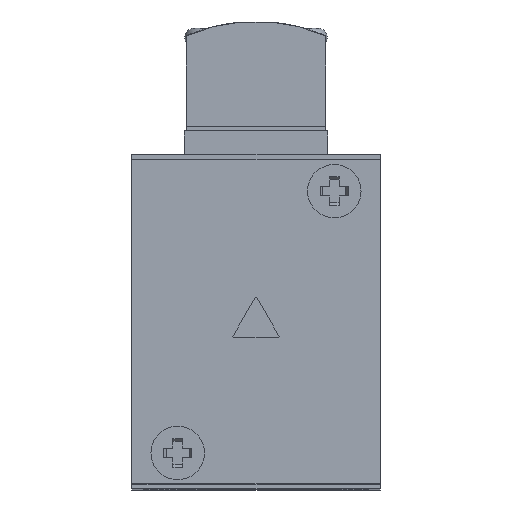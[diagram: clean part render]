
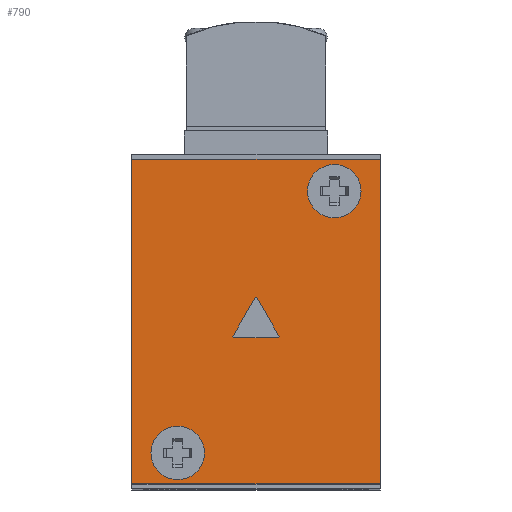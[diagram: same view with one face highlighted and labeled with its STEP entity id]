
A CAD part, top view. The second image highlights one B-rep face of the part: STEP entity #790.
In plain terms, the highlighted planar face has unit normal (0, 0, 1).
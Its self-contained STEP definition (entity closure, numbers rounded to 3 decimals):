
#790 = ADVANCED_FACE ( 'NONE', ( #17098, #17099, #17101, #17103 ), #26085, .F. ) ;
#3816 = DIRECTION ( 'NONE',  ( 1., 0., 0. ) ) ;
#3817 = DIRECTION ( 'NONE',  ( 0., 0., 1. ) ) ;
#3818 = CARTESIAN_POINT ( 'NONE',  ( 2.327, -1.573, 0. ) ) ;
#3843 = DIRECTION ( 'NONE',  ( 1., 0., 0. ) ) ;
#3844 = DIRECTION ( 'NONE',  ( 0., 0., 1. ) ) ;
#3845 = CARTESIAN_POINT ( 'NONE',  ( 8.2, 13.65, 0. ) ) ;
#3850 = DIRECTION ( 'NONE',  ( 1., 0., 0. ) ) ;
#3851 = DIRECTION ( 'NONE',  ( 0., 0., 1. ) ) ;
#3852 = CARTESIAN_POINT ( 'NONE',  ( -8.2, -13.75, 0. ) ) ;
#5240 = DIRECTION ( 'NONE',  ( 1., 0., 0. ) ) ;
#5241 = CARTESIAN_POINT ( 'NONE',  ( -2.327, -1.673, 0. ) ) ;
#5242 = DIRECTION ( 'NONE',  ( 1., 0., 0. ) ) ;
#5243 = DIRECTION ( 'NONE',  ( 0., 0., 1. ) ) ;
#5244 = CARTESIAN_POINT ( 'NONE',  ( -2.327, -1.573, 0. ) ) ;
#5245 = DIRECTION ( 'NONE',  ( -0.5, -0.866, 0. ) ) ;
#5246 = CARTESIAN_POINT ( 'NONE',  ( -2.413, -1.523, 0. ) ) ;
#5247 = DIRECTION ( 'NONE',  ( 1., 0., 0. ) ) ;
#5248 = DIRECTION ( 'NONE',  ( 0., 0., 1. ) ) ;
#5249 = CARTESIAN_POINT ( 'NONE',  ( 0., 2.458, 0. ) ) ;
#5250 = DIRECTION ( 'NONE',  ( -0.5, 0.866, 0. ) ) ;
#5251 = CARTESIAN_POINT ( 'NONE',  ( 2.413, -1.523, 0. ) ) ;
#5252 = DIRECTION ( 'NONE',  ( 1., 0., 0. ) ) ;
#5253 = DIRECTION ( 'NONE',  ( 0., 0., 1. ) ) ;
#5254 = CARTESIAN_POINT ( 'NONE',  ( 2.327, -1.573, 0. ) ) ;
#5255 = DIRECTION ( 'NONE',  ( 1., 0., 0. ) ) ;
#5256 = DIRECTION ( 'NONE',  ( 0., 0., 1. ) ) ;
#5257 = CARTESIAN_POINT ( 'NONE',  ( 8.2, 13.65, 0. ) ) ;
#5258 = DIRECTION ( 'NONE',  ( 1., 0., 0. ) ) ;
#5259 = DIRECTION ( 'NONE',  ( 0., 0., 1. ) ) ;
#5260 = CARTESIAN_POINT ( 'NONE',  ( -8.2, -13.75, 0. ) ) ;
#5261 = DIRECTION ( 'NONE',  ( -1., 0., 0. ) ) ;
#5262 = CARTESIAN_POINT ( 'NONE',  ( -13., 17., 0. ) ) ;
#5263 = DIRECTION ( 'NONE',  ( 0., -1., 0. ) ) ;
#5264 = CARTESIAN_POINT ( 'NONE',  ( -13., 17., 0. ) ) ;
#5265 = DIRECTION ( 'NONE',  ( 1., 0., 0. ) ) ;
#5266 = CARTESIAN_POINT ( 'NONE',  ( -13., -17., 0. ) ) ;
#5267 = DIRECTION ( 'NONE',  ( 0., 1., 0. ) ) ;
#5268 = CARTESIAN_POINT ( 'NONE',  ( 13., 17., 0. ) ) ;
#6136 = LINE ( 'NONE', #5268, #6137 ) ;
#6137 = VECTOR ( 'NONE', #5267, 1000. ) ;
#6138 = LINE ( 'NONE', #5266, #6139 ) ;
#6139 = VECTOR ( 'NONE', #5265, 1000. ) ;
#6140 = LINE ( 'NONE', #5264, #6141 ) ;
#6141 = VECTOR ( 'NONE', #5263, 1000. ) ;
#6142 = LINE ( 'NONE', #5262, #6143 ) ;
#6143 = VECTOR ( 'NONE', #5261, 1000. ) ;
#6144 = CIRCLE ( 'NONE', #16371, 2.8 ) ;
#6145 = CIRCLE ( 'NONE', #16373, 2.8 ) ;
#6146 = LINE ( 'NONE', #5251, #6148 ) ;
#6147 = CIRCLE ( 'NONE', #16375, 0.1 ) ;
#6148 = VECTOR ( 'NONE', #5250, 1000. ) ;
#6149 = LINE ( 'NONE', #5246, #6151 ) ;
#6150 = CIRCLE ( 'NONE', #16377, 0.1 ) ;
#6151 = VECTOR ( 'NONE', #5245, 1000. ) ;
#6152 = LINE ( 'NONE', #5241, #6154 ) ;
#6153 = CIRCLE ( 'NONE', #16379, 0.1 ) ;
#6154 = VECTOR ( 'NONE', #5240, 1000. ) ;
#6608 = CIRCLE ( 'NONE', #16715, 2.8 ) ;
#6613 = CIRCLE ( 'NONE', #16717, 2.8 ) ;
#6630 = CIRCLE ( 'NONE', #16728, 0.1 ) ;
#14819 = VERTEX_POINT ( 'NONE', #23694 ) ;
#14820 = VERTEX_POINT ( 'NONE', #23693 ) ;
#14821 = VERTEX_POINT ( 'NONE', #23692 ) ;
#14822 = VERTEX_POINT ( 'NONE', #23691 ) ;
#14823 = VERTEX_POINT ( 'NONE', #23690 ) ;
#14824 = VERTEX_POINT ( 'NONE', #23689 ) ;
#14825 = VERTEX_POINT ( 'NONE', #23688 ) ;
#14826 = VERTEX_POINT ( 'NONE', #23687 ) ;
#14827 = VERTEX_POINT ( 'NONE', #23686 ) ;
#16371 = AXIS2_PLACEMENT_3D ( 'NONE', #5260, #5259, #5258 ) ;
#16373 = AXIS2_PLACEMENT_3D ( 'NONE', #5257, #5256, #5255 ) ;
#16375 = AXIS2_PLACEMENT_3D ( 'NONE', #5254, #5253, #5252 ) ;
#16377 = AXIS2_PLACEMENT_3D ( 'NONE', #5249, #5248, #5247 ) ;
#16379 = AXIS2_PLACEMENT_3D ( 'NONE', #5244, #5243, #5242 ) ;
#16715 = AXIS2_PLACEMENT_3D ( 'NONE', #3852, #3851, #3850 ) ;
#16717 = AXIS2_PLACEMENT_3D ( 'NONE', #3845, #3844, #3843 ) ;
#16728 = AXIS2_PLACEMENT_3D ( 'NONE', #3818, #3817, #3816 ) ;
#17098 = FACE_BOUND ( 'NONE', #29413, .T. ) ;
#17099 = FACE_BOUND ( 'NONE', #29414, .T. ) ;
#17101 = FACE_BOUND ( 'NONE', #29415, .T. ) ;
#17103 = FACE_OUTER_BOUND ( 'NONE', #29416, .T. ) ;
#17807 = VERTEX_POINT ( 'NONE', #22800 ) ;
#17808 = VERTEX_POINT ( 'NONE', #22799 ) ;
#17809 = VERTEX_POINT ( 'NONE', #22798 ) ;
#17810 = VERTEX_POINT ( 'NONE', #22797 ) ;
#17819 = VERTEX_POINT ( 'NONE', #22788 ) ;
#17820 = VERTEX_POINT ( 'NONE', #22787 ) ;
#21078 = ORIENTED_EDGE ( 'NONE', *, *, #27125, .T. ) ;
#21079 = ORIENTED_EDGE ( 'NONE', *, *, #27126, .T. ) ;
#21080 = ORIENTED_EDGE ( 'NONE', *, *, #27127, .T. ) ;
#21081 = ORIENTED_EDGE ( 'NONE', *, *, #27128, .T. ) ;
#21082 = ORIENTED_EDGE ( 'NONE', *, *, #27838, .F. ) ;
#21083 = ORIENTED_EDGE ( 'NONE', *, *, #27130, .F. ) ;
#21084 = ORIENTED_EDGE ( 'NONE', *, *, #27848, .F. ) ;
#21085 = ORIENTED_EDGE ( 'NONE', *, *, #27131, .F. ) ;
#21086 = ORIENTED_EDGE ( 'NONE', *, *, #27134, .F. ) ;
#21087 = ORIENTED_EDGE ( 'NONE', *, *, #27878, .F. ) ;
#21088 = ORIENTED_EDGE ( 'NONE', *, *, #27136, .F. ) ;
#21089 = ORIENTED_EDGE ( 'NONE', *, *, #27137, .F. ) ;
#21090 = ORIENTED_EDGE ( 'NONE', *, *, #27138, .F. ) ;
#21091 = ORIENTED_EDGE ( 'NONE', *, *, #27139, .F. ) ;
#21092 = ORIENTED_EDGE ( 'NONE', *, *, #27141, .F. ) ;
#22787 = CARTESIAN_POINT ( 'NONE',  ( 2.427, -1.573, 0. ) ) ;
#22788 = CARTESIAN_POINT ( 'NONE',  ( 2.413, -1.523, 0. ) ) ;
#22797 = CARTESIAN_POINT ( 'NONE',  ( 5.4, 13.65, 0. ) ) ;
#22798 = CARTESIAN_POINT ( 'NONE',  ( 11., 13.65, 0. ) ) ;
#22799 = CARTESIAN_POINT ( 'NONE',  ( -11., -13.75, 0. ) ) ;
#22800 = CARTESIAN_POINT ( 'NONE',  ( -5.4, -13.75, 0. ) ) ;
#23686 = CARTESIAN_POINT ( 'NONE',  ( -2.327, -1.673, 0. ) ) ;
#23687 = CARTESIAN_POINT ( 'NONE',  ( 2.327, -1.673, 0. ) ) ;
#23688 = CARTESIAN_POINT ( 'NONE',  ( -2.413, -1.523, 0. ) ) ;
#23689 = CARTESIAN_POINT ( 'NONE',  ( -0.087, 2.508, 0. ) ) ;
#23690 = CARTESIAN_POINT ( 'NONE',  ( 0.087, 2.508, 0. ) ) ;
#23691 = CARTESIAN_POINT ( 'NONE',  ( 13., 17., 0. ) ) ;
#23692 = CARTESIAN_POINT ( 'NONE',  ( -13., 17., 0. ) ) ;
#23693 = CARTESIAN_POINT ( 'NONE',  ( -13., -17., 0. ) ) ;
#23694 = CARTESIAN_POINT ( 'NONE',  ( 13., -17., 0. ) ) ;
#26082 = DIRECTION ( 'NONE',  ( -1., 0., 0. ) ) ;
#26083 = DIRECTION ( 'NONE',  ( 0., 0., -1. ) ) ;
#26084 = CARTESIAN_POINT ( 'NONE',  ( -13., 17., 0. ) ) ;
#26085 = PLANE ( 'NONE',  #29044 ) ;
#27125 = EDGE_CURVE ( 'NONE', #14819, #14822, #6136, .T. ) ;
#27126 = EDGE_CURVE ( 'NONE', #14820, #14819, #6138, .T. ) ;
#27127 = EDGE_CURVE ( 'NONE', #14821, #14820, #6140, .T. ) ;
#27128 = EDGE_CURVE ( 'NONE', #14822, #14821, #6142, .T. ) ;
#27130 = EDGE_CURVE ( 'NONE', #17807, #17808, #6144, .T. ) ;
#27131 = EDGE_CURVE ( 'NONE', #17809, #17810, #6145, .T. ) ;
#27134 = EDGE_CURVE ( 'NONE', #14826, #17820, #6147, .T. ) ;
#27136 = EDGE_CURVE ( 'NONE', #17819, #14823, #6146, .T. ) ;
#27137 = EDGE_CURVE ( 'NONE', #14823, #14824, #6150, .T. ) ;
#27138 = EDGE_CURVE ( 'NONE', #14824, #14825, #6149, .T. ) ;
#27139 = EDGE_CURVE ( 'NONE', #14825, #14827, #6153, .T. ) ;
#27141 = EDGE_CURVE ( 'NONE', #14827, #14826, #6152, .T. ) ;
#27838 = EDGE_CURVE ( 'NONE', #17808, #17807, #6608, .T. ) ;
#27848 = EDGE_CURVE ( 'NONE', #17810, #17809, #6613, .T. ) ;
#27878 = EDGE_CURVE ( 'NONE', #17820, #17819, #6630, .T. ) ;
#29044 = AXIS2_PLACEMENT_3D ( 'NONE', #26084, #26083, #26082 ) ;
#29413 = EDGE_LOOP ( 'NONE', ( #21092, #21091, #21090, #21089, #21088, #21087, #21086 ) ) ;
#29414 = EDGE_LOOP ( 'NONE', ( #21085, #21084 ) ) ;
#29415 = EDGE_LOOP ( 'NONE', ( #21083, #21082 ) ) ;
#29416 = EDGE_LOOP ( 'NONE', ( #21081, #21080, #21079, #21078 ) ) ;
